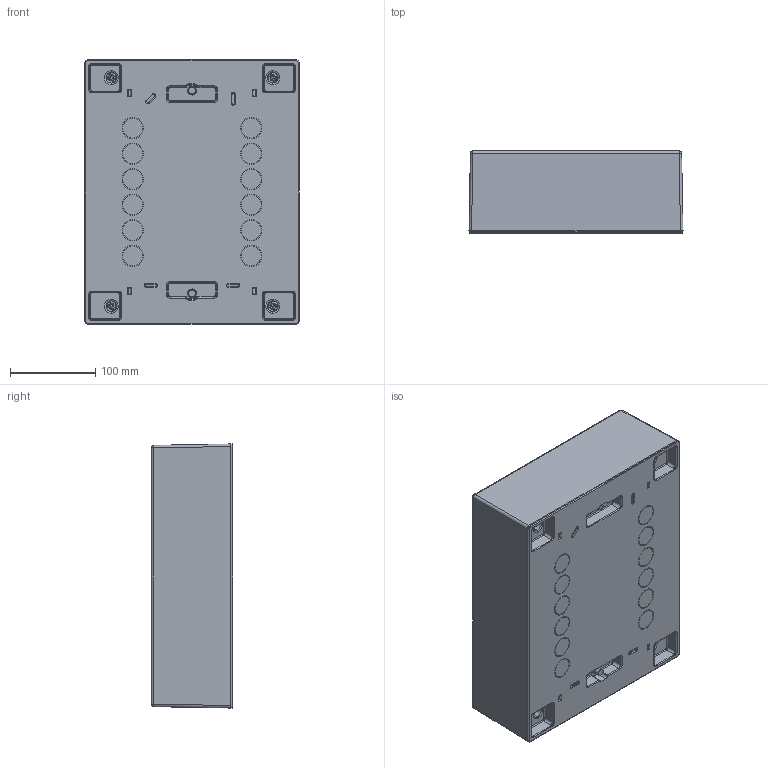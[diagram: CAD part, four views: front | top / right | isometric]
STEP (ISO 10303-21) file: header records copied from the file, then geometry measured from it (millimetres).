
FILE_DESCRIPTION((''),'2;1');
FILE_NAME('ACT_12_PT_ASM','2021-10-21T',('marketing.praksa'),('Audax d.o.o.'),'CREO PARAMETRIC BY PTC INC, 2017480','CREO PARAMETRIC BY PTC INC, 2017480','');
FILE_SCHEMA(('AUTOMOTIVE_DESIGN { 1 0 10303 214 1 1 1 1 }'));
Products named in the file (13): PLASTICNI_SRAF_MASKE_TEHNOPLA_1; DIN_SINA_KRUSKICA_252MM_1_1; DNO_12_ALFA__12_04_2018___1_1; MASKA_ALFA_SERIJE_1_1; 12_ASM_1_ASM_1_ASM; PRT0153_1_1; DOOR_1_1; PRT9573_1_1; PRT9573_1_2; PRT9573_1_3; PRT9573_1_ASM; ACT_12_PO_ASM_1_ASM; ACT_12_PT_ASM
Assembly tree (16 placements, depth 4):
  ACT_12_PT_ASM
    ACT_12_PO_ASM_1_ASM
      12_ASM_1_ASM_1_ASM
        PLASTICNI_SRAF_MASKE_TEHNOPLA_1  x4
        DIN_SINA_KRUSKICA_252MM_1_1
        DNO_12_ALFA__12_04_2018___1_1
        MASKA_ALFA_SERIJE_1_1
      PRT0153_1_1  x2
      DOOR_1_1
      PRT9573_1_ASM
        PRT9573_1_1
        PRT9573_1_2
        PRT9573_1_3
Bounding box: 251.27 x 96.06 x 310.06 mm (x, y, z)
Volume: 901570.8 mm3; surface area: 795998.8 mm2
Topology: 13 solids, 13 shells, 4617 faces, 11694 edges, 7261 vertices
Faces by surface type: plane 2308, cylinder 972, bspline 475, cone 439, torus 219, sphere 162, extrusion 42
Entity records: 186997 total; most frequent: CARTESIAN_POINT 60597, ORIENTED_EDGE 20454, DIRECTION 17635, PRESENTATION_STYLE_ASSIGNMENT 10290, STYLED_ITEM 10290, CURVE_STYLE 10227, EDGE_CURVE 10227, VERTEX_POINT 6470
